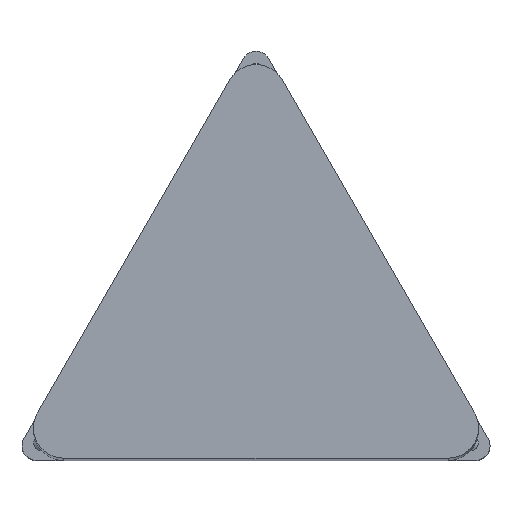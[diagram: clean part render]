
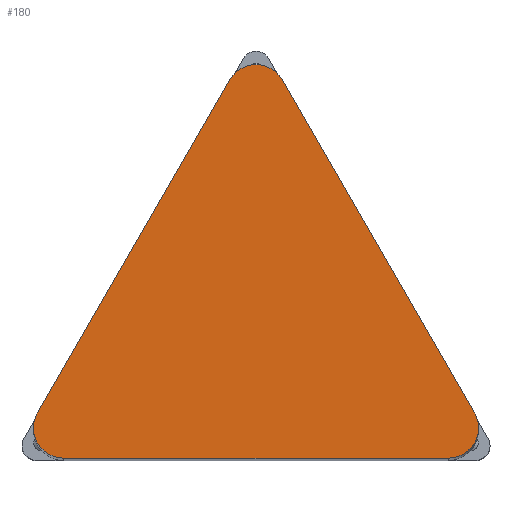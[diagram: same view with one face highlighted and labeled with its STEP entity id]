
A CAD part, top view. The second image highlights one B-rep face of the part: STEP entity #180.
In plain terms, the highlighted planar face has unit normal (0, 0, 1).
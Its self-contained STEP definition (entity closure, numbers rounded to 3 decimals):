
#28 = DIRECTION ( 'NONE',  ( 0., 0., 1. ) ) ;
#33 = CARTESIAN_POINT ( 'NONE',  ( -40.52, -23.394, 50. ) ) ;
#47 = ORIENTED_EDGE ( 'NONE', *, *, #639, .F. ) ;
#68 = ORIENTED_EDGE ( 'NONE', *, *, #969, .F. ) ;
#104 = DIRECTION ( 'NONE',  ( 0.5, -0.866, 0. ) ) ;
#119 = CIRCLE ( 'NONE', #135, 5. ) ;
#135 = AXIS2_PLACEMENT_3D ( 'NONE', #1062, #1602, #104 ) ;
#163 = LINE ( 'NONE', #772, #1628 ) ;
#174 = CARTESIAN_POINT ( 'NONE',  ( 31.859, -23.394, 50. ) ) ;
#175 = CARTESIAN_POINT ( 'NONE',  ( 0., 0., 50. ) ) ;
#180 = ADVANCED_FACE ( 'NONE', ( #583 ), #1645, .T. ) ;
#259 = CARTESIAN_POINT ( 'NONE',  ( -4.33, 39.288, 50. ) ) ;
#286 = DIRECTION ( 'NONE',  ( 0.5, 0.866, 0. ) ) ;
#374 = DIRECTION ( 'NONE',  ( 0., 0., -1. ) ) ;
#401 = VECTOR ( 'NONE', #580, 1000. ) ;
#416 = ORIENTED_EDGE ( 'NONE', *, *, #1500, .T. ) ;
#423 = CIRCLE ( 'NONE', #677, 5. ) ;
#429 = CARTESIAN_POINT ( 'NONE',  ( -36.189, -15.894, 50. ) ) ;
#470 = DIRECTION ( 'NONE',  ( -0.5, 0.866, 0. ) ) ;
#477 = ORIENTED_EDGE ( 'NONE', *, *, #883, .T. ) ;
#509 = CARTESIAN_POINT ( 'NONE',  ( -31.859, -23.394, 50. ) ) ;
#514 = VERTEX_POINT ( 'NONE', #509 ) ;
#539 = VERTEX_POINT ( 'NONE', #1213 ) ;
#558 = EDGE_LOOP ( 'NONE', ( #416, #47, #477, #587, #1571, #68 ) ) ;
#566 = CARTESIAN_POINT ( 'NONE',  ( 0., 46.788, 50. ) ) ;
#570 = CARTESIAN_POINT ( 'NONE',  ( 31.859, -18.394, 50. ) ) ;
#580 = DIRECTION ( 'NONE',  ( 1., 0., 0. ) ) ;
#583 = FACE_OUTER_BOUND ( 'NONE', #558, .T. ) ;
#587 = ORIENTED_EDGE ( 'NONE', *, *, #1212, .F. ) ;
#639 = EDGE_CURVE ( 'NONE', #539, #1442, #997, .T. ) ;
#652 = VERTEX_POINT ( 'NONE', #706 ) ;
#677 = AXIS2_PLACEMENT_3D ( 'NONE', #805, #374, #1094 ) ;
#681 = LINE ( 'NONE', #33, #401 ) ;
#706 = CARTESIAN_POINT ( 'NONE',  ( 4.33, 39.288, 50. ) ) ;
#768 = AXIS2_PLACEMENT_3D ( 'NONE', #570, #842, #286 ) ;
#772 = CARTESIAN_POINT ( 'NONE',  ( 40.52, -23.394, 50. ) ) ;
#805 = CARTESIAN_POINT ( 'NONE',  ( 0., 36.788, 50. ) ) ;
#842 = DIRECTION ( 'NONE',  ( 0., 0., -1. ) ) ;
#883 = EDGE_CURVE ( 'NONE', #539, #652, #163, .T. ) ;
#886 = DIRECTION ( 'NONE',  ( 1., 0., 0. ) ) ;
#935 = AXIS2_PLACEMENT_3D ( 'NONE', #175, #28, #886 ) ;
#969 = EDGE_CURVE ( 'NONE', #514, #1429, #119, .T. ) ;
#997 = CIRCLE ( 'NONE', #768, 5. ) ;
#1058 = VECTOR ( 'NONE', #1529, 1000. ) ;
#1062 = CARTESIAN_POINT ( 'NONE',  ( -31.859, -18.394, 50. ) ) ;
#1094 = DIRECTION ( 'NONE',  ( -1., 0., 0. ) ) ;
#1186 = LINE ( 'NONE', #566, #1058 ) ;
#1212 = EDGE_CURVE ( 'NONE', #1343, #652, #423, .T. ) ;
#1213 = CARTESIAN_POINT ( 'NONE',  ( 36.189, -15.894, 50. ) ) ;
#1343 = VERTEX_POINT ( 'NONE', #259 ) ;
#1429 = VERTEX_POINT ( 'NONE', #429 ) ;
#1442 = VERTEX_POINT ( 'NONE', #174 ) ;
#1500 = EDGE_CURVE ( 'NONE', #514, #1442, #681, .T. ) ;
#1529 = DIRECTION ( 'NONE',  ( -0.5, -0.866, 0. ) ) ;
#1539 = EDGE_CURVE ( 'NONE', #1343, #1429, #1186, .T. ) ;
#1571 = ORIENTED_EDGE ( 'NONE', *, *, #1539, .T. ) ;
#1602 = DIRECTION ( 'NONE',  ( 0., 0., -1. ) ) ;
#1628 = VECTOR ( 'NONE', #470, 1000. ) ;
#1645 = PLANE ( 'NONE',  #935 ) ;
